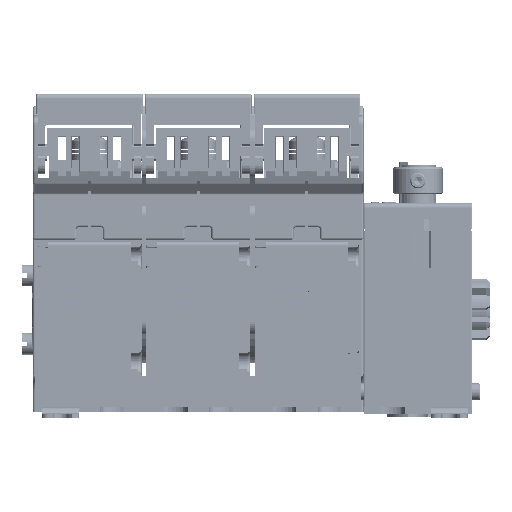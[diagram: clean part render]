
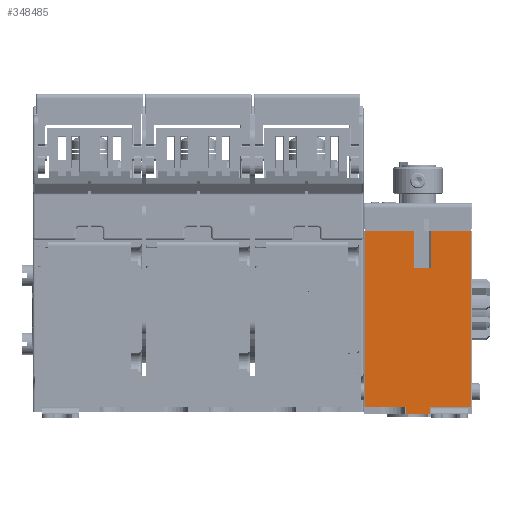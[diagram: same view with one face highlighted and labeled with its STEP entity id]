
A CAD part, left-side view. The second image highlights one B-rep face of the part: STEP entity #348485.
In plain terms, the highlighted planar face has unit normal (-1, 0, 0).
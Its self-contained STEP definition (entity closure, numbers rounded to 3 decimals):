
#60372=DIRECTION('',(0.,0.,1.));
#60373=VECTOR('',#60372,56.8);
#60374=CARTESIAN_POINT('',(-50.,-17.,3.));
#60375=LINE('',#60374,#60373);
#60376=DIRECTION('',(0.,0.,1.));
#60377=VECTOR('',#60376,56.8);
#60378=CARTESIAN_POINT('',(-50.,17.,3.));
#60379=LINE('',#60378,#60377);
#60380=DIRECTION('',(0.,1.,0.));
#60381=VECTOR('',#60380,15.65);
#60382=CARTESIAN_POINT('',(-50.,1.35,
59.8));
#60383=LINE('',#60382,#60381);
#60384=DIRECTION('',(0.,0.,1.));
#60385=VECTOR('',#60384,11.8);
#60386=CARTESIAN_POINT('',(-50.,1.35,
48.));
#60387=LINE('',#60386,#60385);
#60388=DIRECTION('',(0.,1.,0.));
#60389=VECTOR('',#60388,5.4);
#60390=CARTESIAN_POINT('',(-50.,-4.05,
48.));
#60391=LINE('',#60390,#60389);
#60392=DIRECTION('',(0.,0.,-1.));
#60393=VECTOR('',#60392,11.8);
#60394=CARTESIAN_POINT('',(-50.,-4.05,
59.8));
#60395=LINE('',#60394,#60393);
#60396=DIRECTION('',(0.,1.,0.));
#60397=VECTOR('',#60396,12.95);
#60398=CARTESIAN_POINT('',(-50.,-17.,
59.8));
#60399=LINE('',#60398,#60397);
#60409=DIRECTION('',(0.,1.,0.));
#60410=VECTOR('',#60409,13.05);
#60411=CARTESIAN_POINT('',(-50.,3.95,3.));
#60412=LINE('',#60411,#60410);
#60452=DIRECTION('',(0.,0.,1.));
#60453=VECTOR('',#60452,2.);
#60454=CARTESIAN_POINT('',(-50.,3.95,1.));
#60455=LINE('',#60454,#60453);
#60546=DIRECTION('',(0.,1.,0.));
#60547=VECTOR('',#60546,7.9);
#60548=CARTESIAN_POINT('',(-50.,-3.95,1.));
#60549=LINE('',#60548,#60547);
#72491=DIRECTION('',(0.,0.,-1.));
#72492=VECTOR('',#72491,2.);
#72493=CARTESIAN_POINT('',(-50.,-3.95,3.));
#72494=LINE('',#72493,#72492);
#72553=DIRECTION('',(0.,1.,0.));
#72554=VECTOR('',#72553,13.05);
#72555=CARTESIAN_POINT('',(-50.,-17.,3.));
#72556=LINE('',#72555,#72554);
#184941=CARTESIAN_POINT('',(-50.,3.95,1.));
#184942=CARTESIAN_POINT('',(-50.,3.95,3.));
#184943=VERTEX_POINT('',#184941);
#184944=VERTEX_POINT('',#184942);
#184983=CARTESIAN_POINT('',(-50.,17.,3.));
#184984=VERTEX_POINT('',#184983);
#185019=CARTESIAN_POINT('',(-50.,-3.95,1.));
#185020=VERTEX_POINT('',#185019);
#185021=CARTESIAN_POINT('',(-50.,-3.95,3.));
#185022=VERTEX_POINT('',#185021);
#185023=CARTESIAN_POINT('',(-50.,-17.,3.));
#185024=VERTEX_POINT('',#185023);
#187941=CARTESIAN_POINT('',(-50.,17.,59.8));
#187943=VERTEX_POINT('',#187941);
#187988=CARTESIAN_POINT('',(-50.,1.35,
48.));
#187989=VERTEX_POINT('',#187988);
#187990=CARTESIAN_POINT('',(-50.,-4.05,
48.));
#187991=VERTEX_POINT('',#187990);
#187996=CARTESIAN_POINT('',(-50.,1.35,
59.8));
#187997=VERTEX_POINT('',#187996);
#188004=CARTESIAN_POINT('',(-50.,-4.05,
59.8));
#188005=VERTEX_POINT('',#188004);
#188006=CARTESIAN_POINT('',(-50.,-17.,
59.8));
#188007=VERTEX_POINT('',#188006);
#348457=CARTESIAN_POINT('',(-50.,0.,17.75));
#348458=DIRECTION('',(1.,0.,0.));
#348459=DIRECTION('',(0.,0.,1.));
#348460=AXIS2_PLACEMENT_3D('',#348457,#348458,#348459);
#348461=PLANE('',#348460);
#348463=ORIENTED_EDGE('',*,*,#348462,.T.);
#348464=ORIENTED_EDGE('',*,*,#330895,.F.);
#348466=ORIENTED_EDGE('',*,*,#348465,.F.);
#348468=ORIENTED_EDGE('',*,*,#348467,.F.);
#348470=ORIENTED_EDGE('',*,*,#348469,.F.);
#348471=ORIENTED_EDGE('',*,*,#330853,.F.);
#348472=ORIENTED_EDGE('',*,*,#348441,.F.);
#348474=ORIENTED_EDGE('',*,*,#348473,.T.);
#348476=ORIENTED_EDGE('',*,*,#348475,.T.);
#348478=ORIENTED_EDGE('',*,*,#348477,.T.);
#348480=ORIENTED_EDGE('',*,*,#348479,.T.);
#348482=ORIENTED_EDGE('',*,*,#348481,.T.);
#348483=EDGE_LOOP('',(#348463,#348464,#348466,#348468,#348470,#348471,#348472,
#348474,#348476,#348478,#348480,#348482));
#348484=FACE_OUTER_BOUND('',#348483,.F.);
#330853=EDGE_CURVE('',#188007,#188005,#60399,.T.);
#330895=EDGE_CURVE('',#187997,#187943,#60383,.T.);
#348441=EDGE_CURVE('',#185024,#188007,#60375,.T.);
#348462=EDGE_CURVE('',#184984,#187943,#60379,.T.);
#348465=EDGE_CURVE('',#187989,#187997,#60387,.T.);
#348467=EDGE_CURVE('',#187991,#187989,#60391,.T.);
#348469=EDGE_CURVE('',#188005,#187991,#60395,.T.);
#348473=EDGE_CURVE('',#185024,#185022,#72556,.T.);
#348475=EDGE_CURVE('',#185022,#185020,#72494,.T.);
#348477=EDGE_CURVE('',#185020,#184943,#60549,.T.);
#348479=EDGE_CURVE('',#184943,#184944,#60455,.T.);
#348481=EDGE_CURVE('',#184944,#184984,#60412,.T.);
#348485=ADVANCED_FACE('',(#348484),#348461,.F.);
